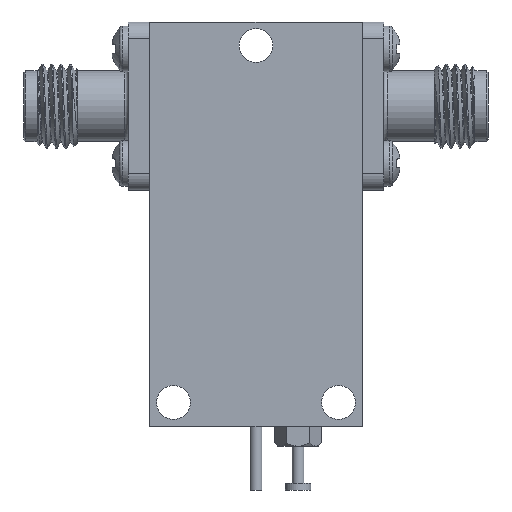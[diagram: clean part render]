
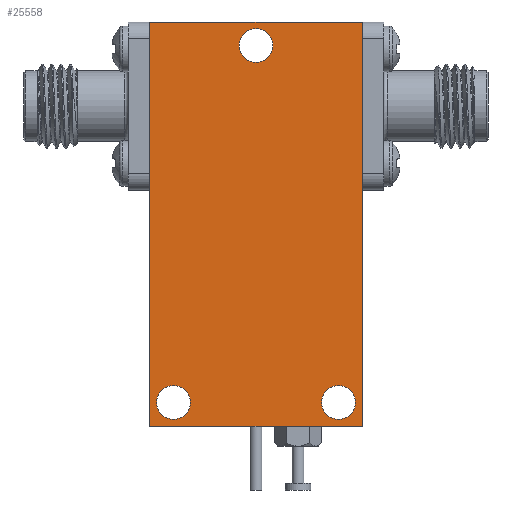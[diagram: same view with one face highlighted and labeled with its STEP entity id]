
A CAD part, front view. The second image highlights one B-rep face of the part: STEP entity #25558.
In plain terms, the highlighted planar face has unit normal (0, -1, 0).
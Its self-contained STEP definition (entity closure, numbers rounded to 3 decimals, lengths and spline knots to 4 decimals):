
#39 = VERTEX_POINT ( 'NONE', #40750 ) ;
#535 = PLANE ( 'NONE',  #26130 ) ;
#1417 = ORIENTED_EDGE ( 'NONE', *, *, #23489, .F. ) ;
#2892 = CARTESIAN_POINT ( 'NONE',  ( -0.315, -0.25, -0.6 ) ) ;
#2943 = DIRECTION ( 'NONE',  ( -1., 0., 0. ) ) ;
#4991 = CIRCLE ( 'NONE', #11181, 0.05 ) ;
#5154 = ORIENTED_EDGE ( 'NONE', *, *, #32203, .F. ) ;
#5390 = ORIENTED_EDGE ( 'NONE', *, *, #31355, .T. ) ;
#5812 = CARTESIAN_POINT ( 'NONE',  ( -0.315, -0.25, 0.6 ) ) ;
#6093 = CARTESIAN_POINT ( 'NONE',  ( 0.315, -0.25, 0.6 ) ) ;
#6146 = FACE_BOUND ( 'NONE', #10151, .T. ) ;
#6332 = CIRCLE ( 'NONE', #41376, 0.05 ) ;
#7093 = DIRECTION ( 'NONE',  ( 1., 0., 0. ) ) ;
#7237 = ORIENTED_EDGE ( 'NONE', *, *, #16660, .T. ) ;
#8641 = CARTESIAN_POINT ( 'NONE',  ( 0.245, -0.25, -0.53 ) ) ;
#10151 = EDGE_LOOP ( 'NONE', ( #7237 ) ) ;
#11157 = LINE ( 'NONE', #17191, #39996 ) ;
#11181 = AXIS2_PLACEMENT_3D ( 'NONE', #21170, #34727, #24602 ) ;
#11339 = DIRECTION ( 'NONE',  ( 0., 0., 1. ) ) ;
#12531 = CARTESIAN_POINT ( 'NONE',  ( 0., -0.25, 0.58 ) ) ;
#12613 = VECTOR ( 'NONE', #39059, 39.3701 ) ;
#13874 = VERTEX_POINT ( 'NONE', #20772 ) ;
#14995 = EDGE_LOOP ( 'NONE', ( #26525, #1417, #28319, #5154 ) ) ;
#16061 = CIRCLE ( 'NONE', #42215, 0.05 ) ;
#16387 = ORIENTED_EDGE ( 'NONE', *, *, #33368, .T. ) ;
#16660 = EDGE_CURVE ( 'NONE', #13874, #13874, #6332, .T. ) ;
#17191 = CARTESIAN_POINT ( 'NONE',  ( -0.315, -0.25, 0.6 ) ) ;
#17731 = VERTEX_POINT ( 'NONE', #38164 ) ;
#18576 = VERTEX_POINT ( 'NONE', #28697 ) ;
#19296 = FACE_OUTER_BOUND ( 'NONE', #14995, .T. ) ;
#19313 = CARTESIAN_POINT ( 'NONE',  ( -0.315, -0.25, -0.6 ) ) ;
#19985 = DIRECTION ( 'NONE',  ( 0., 1., 0. ) ) ;
#20772 = CARTESIAN_POINT ( 'NONE',  ( 0.245, -0.25, -0.48 ) ) ;
#21170 = CARTESIAN_POINT ( 'NONE',  ( 0., -0.25, 0.53 ) ) ;
#22106 = VECTOR ( 'NONE', #38338, 39.3701 ) ;
#22430 = VERTEX_POINT ( 'NONE', #2892 ) ;
#22753 = DIRECTION ( 'NONE',  ( 0., -1., 0. ) ) ;
#23040 = DIRECTION ( 'NONE',  ( 0., 1., 0. ) ) ;
#23489 = EDGE_CURVE ( 'NONE', #39, #17731, #11157, .T. ) ;
#24602 = DIRECTION ( 'NONE',  ( 0., 0., 1. ) ) ;
#25471 = VERTEX_POINT ( 'NONE', #12531 ) ;
#25558 = ADVANCED_FACE ( 'NONE', ( #35895, #6146, #32877, #19296 ), #535, .T. ) ;
#26130 = AXIS2_PLACEMENT_3D ( 'NONE', #26831, #22753, #32660 ) ;
#26525 = ORIENTED_EDGE ( 'NONE', *, *, #34080, .F. ) ;
#26831 = CARTESIAN_POINT ( 'NONE',  ( 0., -0.25, 0. ) ) ;
#27277 = EDGE_CURVE ( 'NONE', #22430, #39, #35116, .T. ) ;
#28319 = ORIENTED_EDGE ( 'NONE', *, *, #27277, .F. ) ;
#28697 = CARTESIAN_POINT ( 'NONE',  ( -0.245, -0.25, -0.48 ) ) ;
#29487 = EDGE_LOOP ( 'NONE', ( #16387 ) ) ;
#31355 = EDGE_CURVE ( 'NONE', #25471, #25471, #4991, .T. ) ;
#32203 = EDGE_CURVE ( 'NONE', #39130, #22430, #32453, .T. ) ;
#32453 = LINE ( 'NONE', #19313, #40809 ) ;
#32660 = DIRECTION ( 'NONE',  ( 0., 0., -1. ) ) ;
#32877 = FACE_BOUND ( 'NONE', #29487, .T. ) ;
#33368 = EDGE_CURVE ( 'NONE', #18576, #18576, #16061, .T. ) ;
#34080 = EDGE_CURVE ( 'NONE', #17731, #39130, #39503, .T. ) ;
#34727 = DIRECTION ( 'NONE',  ( 0., 1., 0. ) ) ;
#34920 = DIRECTION ( 'NONE',  ( 0., 0., 1. ) ) ;
#35116 = LINE ( 'NONE', #5812, #22106 ) ;
#35254 = CARTESIAN_POINT ( 'NONE',  ( 0.315, -0.25, -0.6 ) ) ;
#35895 = FACE_BOUND ( 'NONE', #39414, .T. ) ;
#36369 = CARTESIAN_POINT ( 'NONE',  ( -0.245, -0.25, -0.53 ) ) ;
#38164 = CARTESIAN_POINT ( 'NONE',  ( 0.315, -0.25, 0.6 ) ) ;
#38338 = DIRECTION ( 'NONE',  ( 0., 0., 1. ) ) ;
#39059 = DIRECTION ( 'NONE',  ( 0., 0., -1. ) ) ;
#39130 = VERTEX_POINT ( 'NONE', #35254 ) ;
#39414 = EDGE_LOOP ( 'NONE', ( #5390 ) ) ;
#39503 = LINE ( 'NONE', #6093, #12613 ) ;
#39996 = VECTOR ( 'NONE', #7093, 39.3701 ) ;
#40750 = CARTESIAN_POINT ( 'NONE',  ( -0.315, -0.25, 0.6 ) ) ;
#40809 = VECTOR ( 'NONE', #2943, 39.3701 ) ;
#41376 = AXIS2_PLACEMENT_3D ( 'NONE', #8641, #23040, #34920 ) ;
#42215 = AXIS2_PLACEMENT_3D ( 'NONE', #36369, #19985, #11339 ) ;
